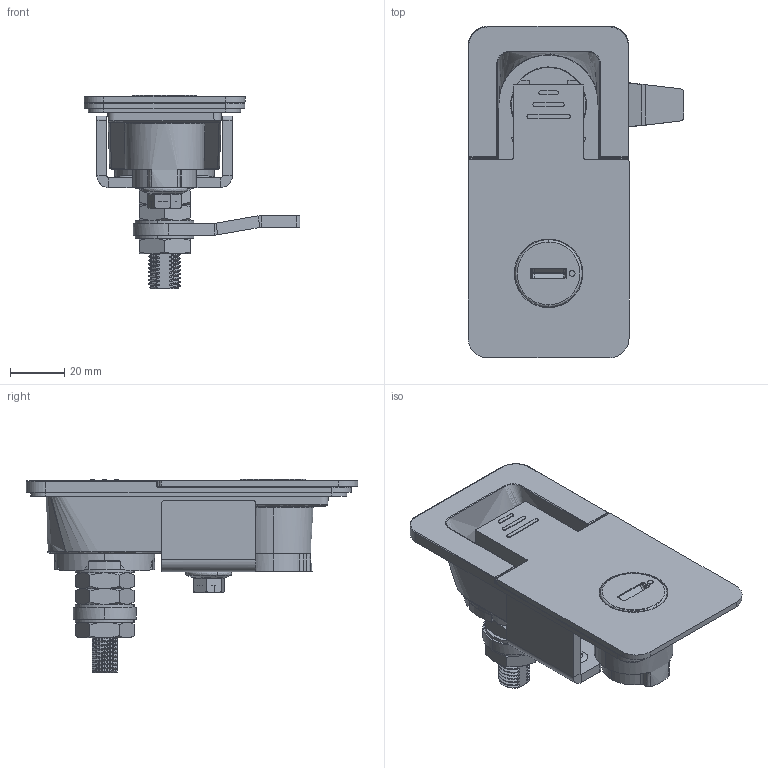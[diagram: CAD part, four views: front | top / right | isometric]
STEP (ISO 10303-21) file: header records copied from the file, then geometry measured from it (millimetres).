
FILE_DESCRIPTION(('FreeCAD Model'),'2;1');
FILE_NAME('Open CASCADE Shape Model','2025-05-04T08:53:23',('FreeCAD'),( 'FreeCAD'),'Open CASCADE STEP processor 7.6','FreeCAD','Unknown');
FILE_SCHEMA(('AUTOMOTIVE_DESIGN { 1 0 10303 214 1 1 1 1 }'));
Products named in the file (1): Open CASCADE STEP translator 7.6 1
Bounding box: 79.83 x 122.64 x 71.39 mm (x, y, z)
Volume: 96644.8 mm3; surface area: 90793 mm2
Topology: 34 solids, 34 shells, 3030 faces, 8659 edges, 5599 vertices
Faces by surface type: bspline 3030
Entity records: 287041 total; most frequent: CARTESIAN_POINT 238484, ORIENTED_EDGE 17146, EDGE_CURVE 8573, B_SPLINE_CURVE_WITH_KNOTS 6155, VERTEX_POINT 5599, FACE_BOUND 3194, EDGE_LOOP 3194, ADVANCED_FACE 3030
